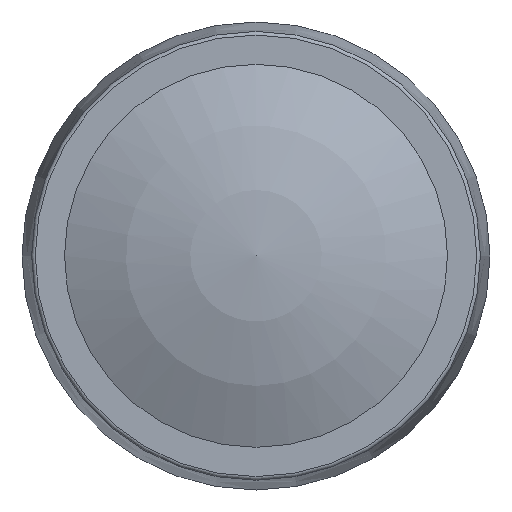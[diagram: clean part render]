
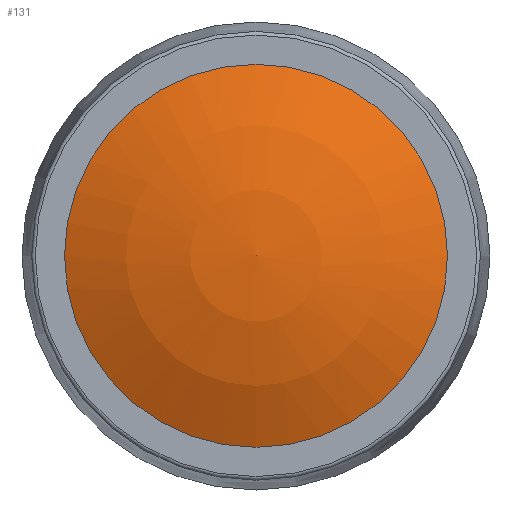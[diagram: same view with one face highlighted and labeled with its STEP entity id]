
A CAD part, top view. The second image highlights one B-rep face of the part: STEP entity #131.
In plain terms, the highlighted spherical face has radius 30 mm.
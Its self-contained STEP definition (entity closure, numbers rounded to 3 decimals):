
#131 = ADVANCED_FACE( '', ( #325 ), #326, .T. );
#325 = FACE_OUTER_BOUND( '', #618, .T. );
#326 = SPHERICAL_SURFACE( '', #619, 30. );
#618 = EDGE_LOOP( '', ( #968 ) );
#619 = AXIS2_PLACEMENT_3D( '', #969, #970, #971 );
#968 = ORIENTED_EDGE( '', *, *, #1431, .T. );
#969 = CARTESIAN_POINT( '', ( 0., 0., -2. ) );
#970 = DIRECTION( '', ( 0., 0., 1. ) );
#971 = DIRECTION( '', ( 0., 1., 0. ) );
#1431 = EDGE_CURVE( '', #1663, #1663, #1664, .T. );
#1663 = VERTEX_POINT( '', #2026 );
#1664 = CIRCLE( '', #2027, 13.077 );
#2026 = CARTESIAN_POINT( '', ( 13.077, 0., 25. ) );
#2027 = AXIS2_PLACEMENT_3D( '', #2359, #2360, #2361 );
#2359 = CARTESIAN_POINT( '', ( 0., 0., 25. ) );
#2360 = DIRECTION( '', ( 0., 0., 1. ) );
#2361 = DIRECTION( '', ( 1., 0., 0. ) );
